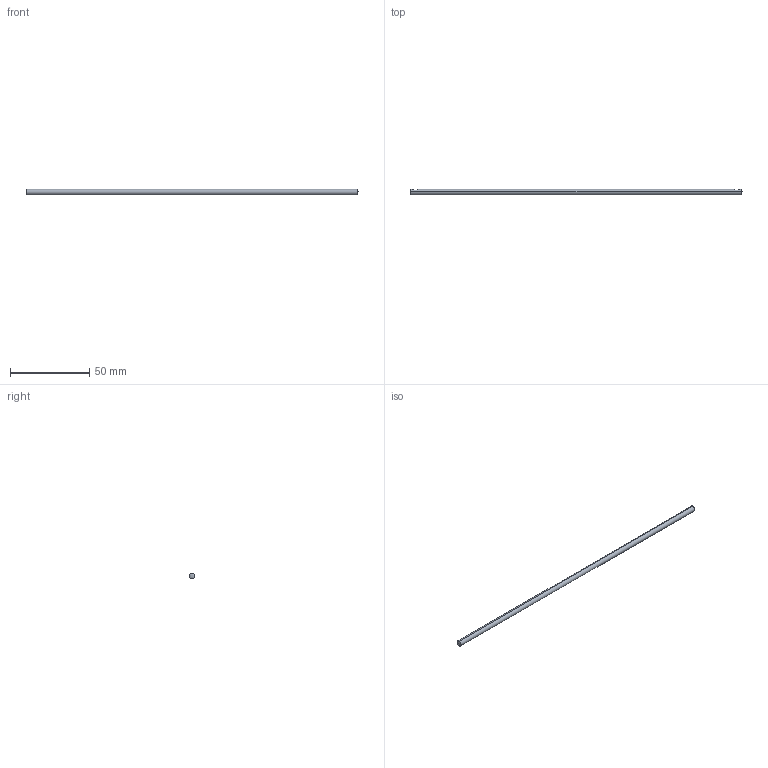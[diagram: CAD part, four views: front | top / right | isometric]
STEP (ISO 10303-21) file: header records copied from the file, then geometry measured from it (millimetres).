
FILE_DESCRIPTION (( 'STEP AP214' ), '1' );
FILE_NAME ('Carriage - Carry Gears Shaft.STEP', '2025-07-06T08:34:45', ( '' ), ( '' ), 'SwSTEP 2.0', 'SolidWorks 2025', '' );
FILE_SCHEMA (( 'AUTOMOTIVE_DESIGN' ));
Length unit declared in the file: millimetre
Products named in the file (1): Carriage - Carry Gears Shaft
Bounding box: 208.87 x 3.5 x 3.5 mm (x, y, z)
Volume: 1997.7 mm3; surface area: 2309.2 mm2
Topology: 1 solids, 1 shells, 10 faces, 18 edges, 12 vertices
Faces by surface type: plane 6, cylinder 2, bspline 2
Entity records: 652 total; most frequent: CARTESIAN_POINT 443, ORIENTED_EDGE 36, DIRECTION 28, EDGE_CURVE 18, EDGE_LOOP 12, VERTEX_POINT 12, ADVANCED_FACE 10, VECTOR 10
